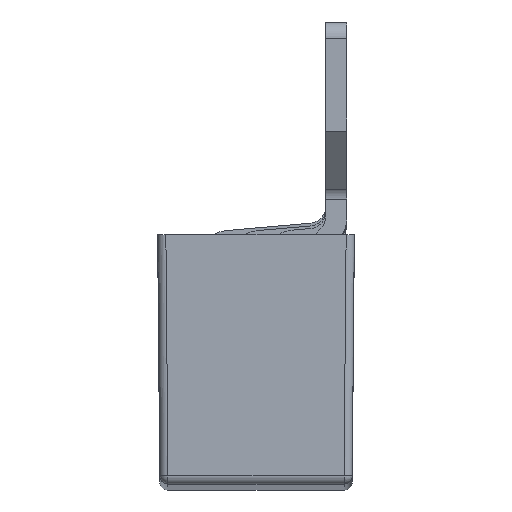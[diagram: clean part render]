
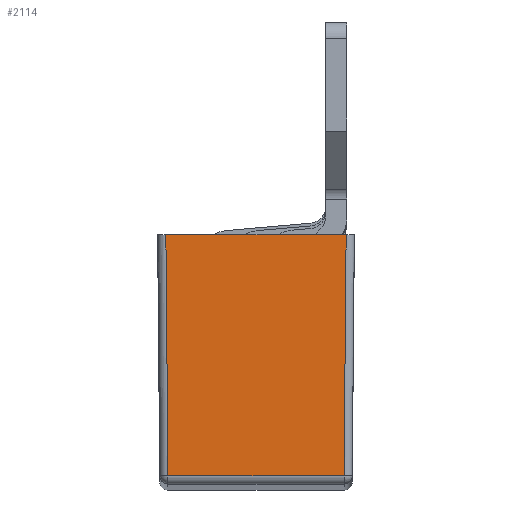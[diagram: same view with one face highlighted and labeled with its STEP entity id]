
A CAD part, top view. The second image highlights one B-rep face of the part: STEP entity #2114.
In plain terms, the highlighted planar face has unit normal (0, -0.009, 1).
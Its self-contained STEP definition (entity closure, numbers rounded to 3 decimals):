
#121=DIRECTION('',(-1.,0.,0.));
#122=VECTOR('',#121,11.);
#123=CARTESIAN_POINT('',(11.5,0.,
209.863));
#124=LINE('',#123,#122);
#223=DIRECTION('',(-0.009,-1.,-0.009));
#224=VECTOR('',#223,14.705);
#225=CARTESIAN_POINT('',(11.5,0.,
209.863));
#226=LINE('',#225,#224);
#230=DIRECTION('',(-0.009,1.,0.009));
#231=VECTOR('',#230,14.705);
#232=CARTESIAN_POINT('',(0.628,-14.704,209.734));
#233=LINE('',#232,#231);
#237=CARTESIAN_POINT('',(11.5,0.,209.863));
#757=DIRECTION('',(1.,0.,0.));
#758=VECTOR('',#757,10.743);
#759=CARTESIAN_POINT('',(0.628,-14.704,209.734));
#760=LINE('',#759,#758);
#1713=VERTEX_POINT('',#237);
#1714=CARTESIAN_POINT('',(0.5,0.,
209.863));
#1715=VERTEX_POINT('',#1714);
#1736=CARTESIAN_POINT('',(0.628,-14.704,
209.734));
#1737=VERTEX_POINT('',#1736);
#1740=CARTESIAN_POINT('',(11.372,-14.704,209.734));
#1741=VERTEX_POINT('',#1740);
#2101=CARTESIAN_POINT('',(6.,-7.563,209.797));
#2102=DIRECTION('',(0.,-0.009,1.));
#2103=DIRECTION('',(1.,0.,0.));
#2104=AXIS2_PLACEMENT_3D('',#2101,#2102,#2103);
#2105=PLANE('',#2104);
#2107=ORIENTED_EDGE('',*,*,#2106,.T.);
#2109=ORIENTED_EDGE('',*,*,#2108,.F.);
#2110=ORIENTED_EDGE('',*,*,#2084,.T.);
#2111=ORIENTED_EDGE('',*,*,#1962,.F.);
#2112=EDGE_LOOP('',(#2107,#2109,#2110,#2111));
#2113=FACE_OUTER_BOUND('',#2112,.F.);
#1962=EDGE_CURVE('',#1713,#1715,#124,.T.);
#2084=EDGE_CURVE('',#1737,#1715,#233,.T.);
#2106=EDGE_CURVE('',#1713,#1741,#226,.T.);
#2108=EDGE_CURVE('',#1737,#1741,#760,.T.);
#2114=ADVANCED_FACE('',(#2113),#2105,.T.);
